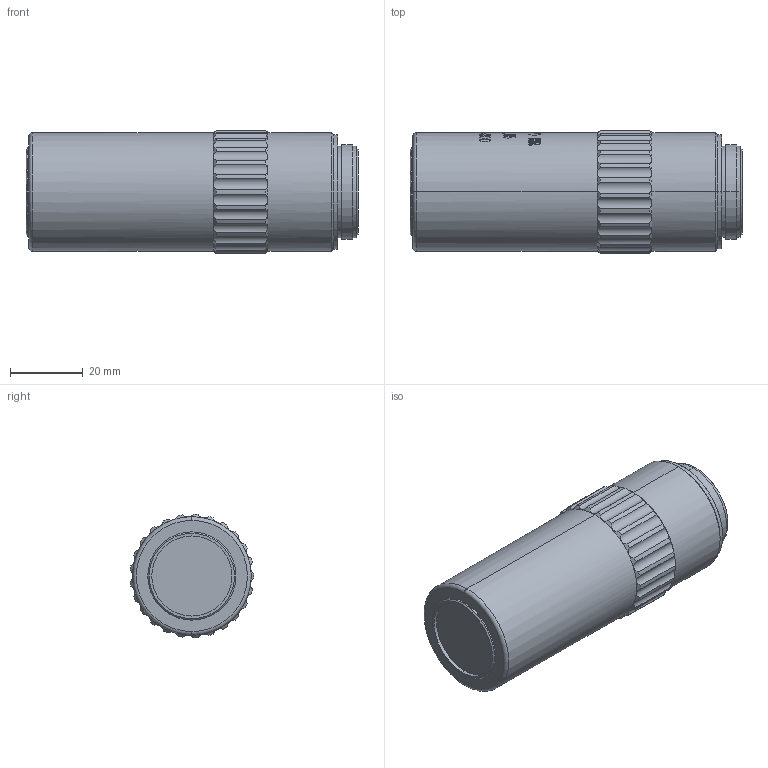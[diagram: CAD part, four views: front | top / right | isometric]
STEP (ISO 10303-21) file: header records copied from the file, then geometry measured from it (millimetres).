
FILE_DESCRIPTION (( 'STEP AP214' ), '1' );
FILE_NAME ('6900106.STEP', '2022-04-01T10:04:37', ( '' ), ( '' ), 'SwSTEP 2.0', 'SolidWorks 2020', '' );
FILE_SCHEMA (( 'AUTOMOTIVE_DESIGN' ));
Length unit declared in the file: millimetre
Products named in the file (1): 6900106
Bounding box: 91.1 x 33.93 x 33.99 mm (x, y, z)
Volume: 73558.2 mm3; surface area: 11258.5 mm2
Topology: 1 solids, 1 shells, 655 faces, 1753 edges, 1148 vertices
Faces by surface type: bspline 426, cylinder 117, cone 58, plane 52, torus 2
Entity records: 58137 total; most frequent: CARTESIAN_POINT 45695, ORIENTED_EDGE 3506, EDGE_CURVE 1753, B_SPLINE_CURVE_WITH_KNOTS 1424, VERTEX_POINT 1148, DIRECTION 969, EDGE_LOOP 703, ADVANCED_FACE 655
